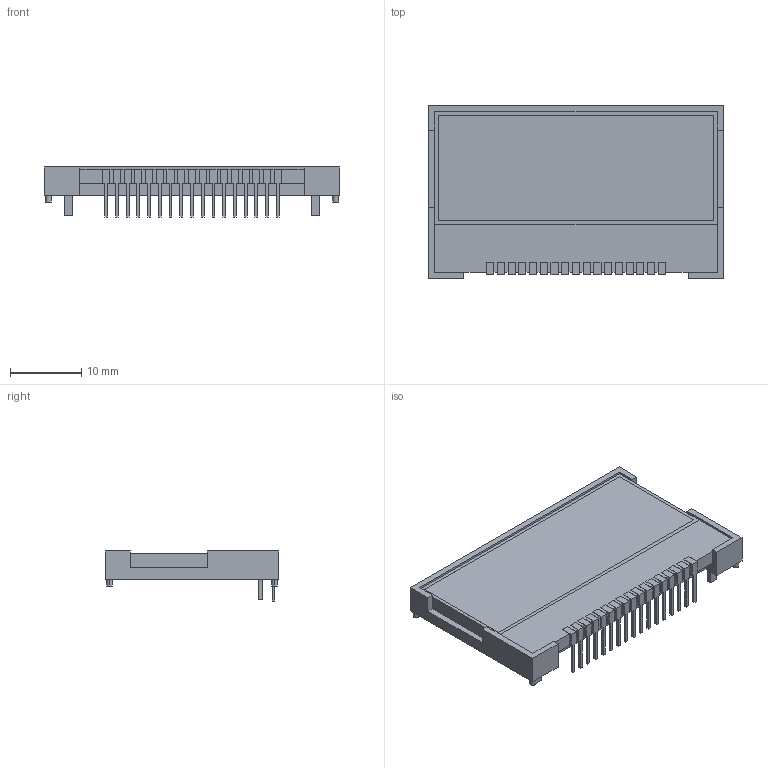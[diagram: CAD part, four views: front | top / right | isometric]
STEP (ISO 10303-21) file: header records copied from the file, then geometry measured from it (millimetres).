
FILE_DESCRIPTION (( 'STEP AP214' ), '1' );
FILE_NAME ('NHD-C12832A1Z.STEP', '2017-09-18T21:37:47', ( '' ), ( '' ), 'SwSTEP 2.0', 'SolidWorks 2017', '' );
FILE_SCHEMA (( 'AUTOMOTIVE_DESIGN' ));
Length unit declared in the file: millimetre
Products named in the file (1): NHD-C12832A1Z
Bounding box: 41.4 x 24.3 x 7 mm (x, y, z)
Volume: 3549.4 mm3; surface area: 2684.3 mm2
Topology: 3 solids, 3 shells, 241 faces, 678 edges, 450 vertices
Faces by surface type: plane 233, cylinder 8
Entity records: 9674 total; most frequent: CARTESIAN_POINT 1370, ORIENTED_EDGE 1356, DIRECTION 1178, EDGE_CURVE 678, VECTOR 662, LINE 662, VERTEX_POINT 450, AXIS2_PLACEMENT_3D 258
